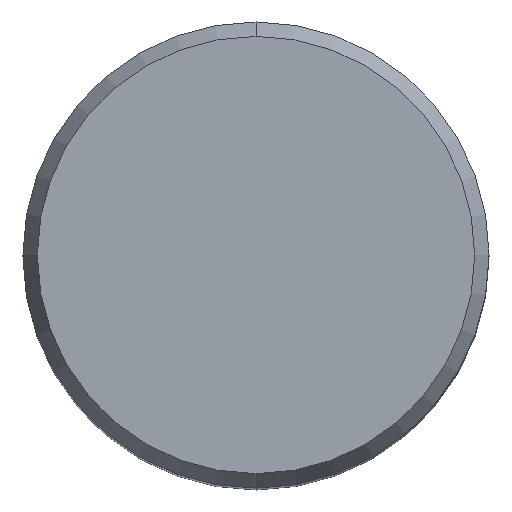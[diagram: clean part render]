
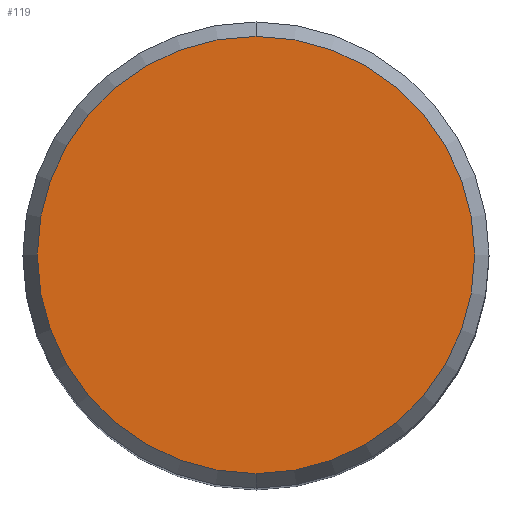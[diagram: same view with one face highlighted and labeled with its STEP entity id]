
A CAD part, top view. The second image highlights one B-rep face of the part: STEP entity #119.
In plain terms, the highlighted planar face has unit normal (0, 0, 1).
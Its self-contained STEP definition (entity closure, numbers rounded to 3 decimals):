
#119=ADVANCED_FACE('',(#271),#272,.T.);
#139=EDGE_CURVE('',#149,#171,#295,.T.);
#149=VERTEX_POINT('',#307);
#151=EDGE_CURVE('',#171,#149,#309,.T.);
#171=VERTEX_POINT('',#332);
#271=FACE_OUTER_BOUND('',#445,.T.);
#272=PLANE('',#446);
#295=CIRCLE('',#474,10.425);
#307=CARTESIAN_POINT('',(0.,-10.425,0.0));
#309=CIRCLE('',#490,10.425);
#332=CARTESIAN_POINT('',(0.0,10.425,0.0));
#445=EDGE_LOOP('',(#626,#627));
#446=AXIS2_PLACEMENT_3D('',#628,#629,#630);
#474=AXIS2_PLACEMENT_3D('',#662,#663,#664);
#490=AXIS2_PLACEMENT_3D('',#683,#684,#685);
#626=ORIENTED_EDGE('',*,*,#151,.F.);
#627=ORIENTED_EDGE('',*,*,#139,.F.);
#628=CARTESIAN_POINT('',(0.0,5.212,0.0));
#629=DIRECTION('',(-0.0,0.0,1.0));
#630=DIRECTION('',(0.0,-1.0,0.0));
#662=CARTESIAN_POINT('',(0.0,0.0,0.0));
#663=DIRECTION('',(0.0,0.0,-1.0));
#664=DIRECTION('',(0.0,1.0,0.0));
#683=CARTESIAN_POINT('',(0.0,0.0,0.0));
#684=DIRECTION('',(0.0,0.0,-1.0));
#685=DIRECTION('',(0.0,1.0,0.0));
